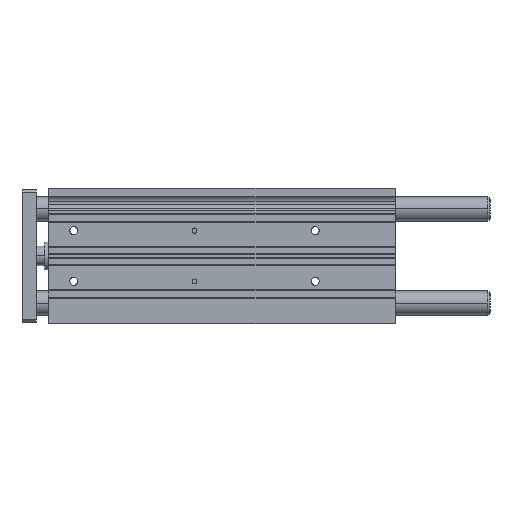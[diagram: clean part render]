
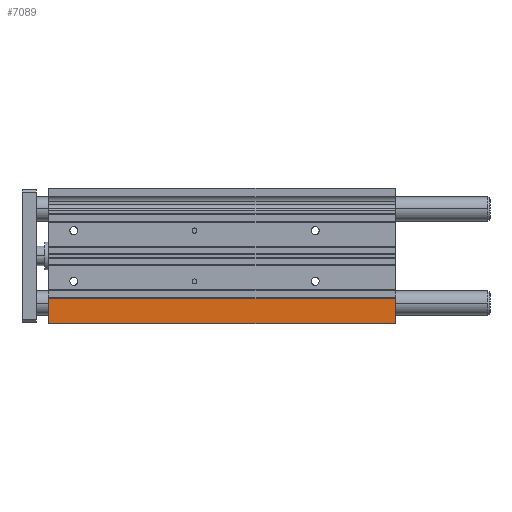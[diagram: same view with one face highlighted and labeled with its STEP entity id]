
A CAD part, top view. The second image highlights one B-rep face of the part: STEP entity #7089.
In plain terms, the highlighted planar face has unit normal (0, 0, 1).
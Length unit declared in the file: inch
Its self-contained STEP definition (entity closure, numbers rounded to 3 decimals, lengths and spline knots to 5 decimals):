
#134 = CARTESIAN_POINT ( 'NONE',  ( 11.3189, -2.20472, 0.94488 ) ) ;
#712 = CARTESIAN_POINT ( 'NONE',  ( 11.3189, -1.3878, 0.94488 ) ) ;
#731 = CARTESIAN_POINT ( 'NONE',  ( 0., -1.3878, 0.94488 ) ) ;
#756 = ORIENTED_EDGE ( 'NONE', *, *, #6952, .F. ) ;
#1853 = VECTOR ( 'NONE', #2601, 39.37008 ) ;
#2601 = DIRECTION ( 'NONE',  ( 0., -1., 0. ) ) ;
#2661 = LINE ( 'NONE', #731, #1853 ) ;
#2714 = VERTEX_POINT ( 'NONE', #11090 ) ;
#2736 = DIRECTION ( 'NONE',  ( -1., 0., 0. ) ) ;
#2809 = CARTESIAN_POINT ( 'NONE',  ( 0., -1.3878, 0.94488 ) ) ;
#3910 = VERTEX_POINT ( 'NONE', #2809 ) ;
#4135 = DIRECTION ( 'NONE',  ( -1., 0., 0. ) ) ;
#4308 = LINE ( 'NONE', #6141, #4386 ) ;
#4357 = VERTEX_POINT ( 'NONE', #8808 ) ;
#4386 = VECTOR ( 'NONE', #4135, 39.37008 ) ;
#4444 = LINE ( 'NONE', #5582, #8775 ) ;
#5251 = PLANE ( 'NONE',  #6021 ) ;
#5582 = CARTESIAN_POINT ( 'NONE',  ( 11.3189, -2.20472, 0.94488 ) ) ;
#5986 = CARTESIAN_POINT ( 'NONE',  ( 11.3189, -1.3878, 0.94488 ) ) ;
#6021 = AXIS2_PLACEMENT_3D ( 'NONE', #712, #7196, #6960 ) ;
#6141 = CARTESIAN_POINT ( 'NONE',  ( 11.3189, -1.3878, 0.94488 ) ) ;
#6952 = EDGE_CURVE ( 'NONE', #4357, #11763, #7637, .T. ) ;
#6960 = DIRECTION ( 'NONE',  ( 0., -1., 0. ) ) ;
#7089 = ADVANCED_FACE ( 'NONE', ( #10859 ), #5251, .F. ) ;
#7196 = DIRECTION ( 'NONE',  ( 0., 0., -1. ) ) ;
#7637 = LINE ( 'NONE', #5986, #11076 ) ;
#7953 = ORIENTED_EDGE ( 'NONE', *, *, #10329, .T. ) ;
#8775 = VECTOR ( 'NONE', #2736, 39.37008 ) ;
#8808 = CARTESIAN_POINT ( 'NONE',  ( 11.3189, -1.3878, 0.94488 ) ) ;
#9723 = ORIENTED_EDGE ( 'NONE', *, *, #10748, .F. ) ;
#10285 = ORIENTED_EDGE ( 'NONE', *, *, #12003, .T. ) ;
#10329 = EDGE_CURVE ( 'NONE', #3910, #2714, #2661, .T. ) ;
#10748 = EDGE_CURVE ( 'NONE', #11763, #2714, #4444, .T. ) ;
#10859 = FACE_OUTER_BOUND ( 'NONE', #10995, .T. ) ;
#10995 = EDGE_LOOP ( 'NONE', ( #7953, #9723, #756, #10285 ) ) ;
#11076 = VECTOR ( 'NONE', #11356, 39.37008 ) ;
#11090 = CARTESIAN_POINT ( 'NONE',  ( 0., -2.20472, 0.94488 ) ) ;
#11356 = DIRECTION ( 'NONE',  ( 0., -1., 0. ) ) ;
#11763 = VERTEX_POINT ( 'NONE', #134 ) ;
#12003 = EDGE_CURVE ( 'NONE', #4357, #3910, #4308, .T. ) ;
